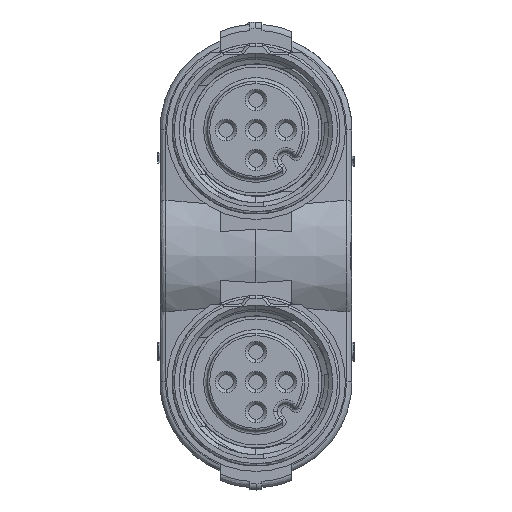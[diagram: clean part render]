
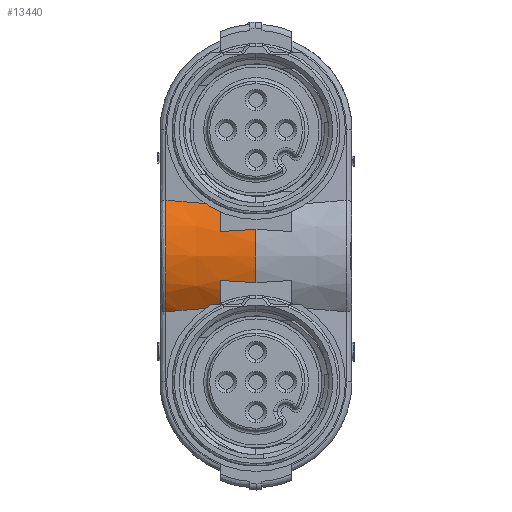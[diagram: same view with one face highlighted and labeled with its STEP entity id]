
A CAD part, left-side view. The second image highlights one B-rep face of the part: STEP entity #13440.
In plain terms, the highlighted conical face has half-angle 1 degrees and reference radius 7.3 mm.
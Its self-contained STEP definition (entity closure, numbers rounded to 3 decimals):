
#11050=CARTESIAN_POINT('',(76.369,52.369,
29.457));
#11060=VERTEX_POINT('',#11050);
#11090=CARTESIAN_POINT('',(75.994,52.369,
29.788));
#11100=CARTESIAN_POINT('',(76.02,52.369,
29.763));
#11110=CARTESIAN_POINT('',(76.046,52.369,
29.739));
#11120=CARTESIAN_POINT('',(76.517,52.369,
29.307));
#11130=CARTESIAN_POINT('',(77.01,52.369,
28.955));
#11140=CARTESIAN_POINT('',(78.073,52.369,
28.382));
#11150=CARTESIAN_POINT('',(78.638,52.369,
28.162));
#11160=CARTESIAN_POINT('',(79.808,52.369,
27.866));
#11170=CARTESIAN_POINT('',(80.41,52.369,
27.791));
#11180=CARTESIAN_POINT('',(81.013,52.369,
27.791));
#11190=CARTESIAN_POINT('',(81.852,52.369,
27.791));
#11200=CARTESIAN_POINT('',(82.685,52.369,
27.936));
#11210=CARTESIAN_POINT('',(84.044,52.369,
28.422));
#11220=CARTESIAN_POINT('',(84.585,52.369,
28.695));
#11230=CARTESIAN_POINT('',(85.422,52.369,
29.257));
#11240=CARTESIAN_POINT('',(85.739,52.369,
29.51));
#11250=CARTESIAN_POINT('',(86.033,52.369,
29.788));
#11260=B_SPLINE_CURVE_WITH_KNOTS('',3,(#11090,#11100,#11110,#11120,
#11130,#11140,#11150,#11160,#11170,#11180,#11190,#11200,#11210,#11220,
#11230,#11240,#11250),.UNSPECIFIED.,.F.,.F.,(4,2,2,2,3,2,2,4),(
38.963,39.066,40.811,42.556,
44.301,46.726,48.471,49.641),
.UNSPECIFIED.);
#11270=CARTESIAN_POINT('',(85.658,52.369,
29.457));
#11280=VERTEX_POINT('',#11270);
#11290=EDGE_CURVE('',#11060,#11280,#11260,.T.);
#12450=CARTESIAN_POINT('',(81.013,52.86,
35.1));
#12460=DIRECTION('',(0.,-1.,0.));
#12470=DIRECTION('',(1.,0.,0.));
#12480=AXIS2_PLACEMENT_3D('',#12450,#12460,#12470);
#12490=CONICAL_SURFACE('',#12480,7.3,0.017);
#12500=CARTESIAN_POINT('',(81.013,47.86,
35.1));
#12510=DIRECTION('',(0.,-1.,0.));
#12520=DIRECTION('',(1.,0.,0.));
#12530=AXIS2_PLACEMENT_3D('',#12500,#12510,#12520);
#12540=CIRCLE('',#12530,7.387);
#12550=CARTESIAN_POINT('',(83.053,47.86,
28.));
#12560=VERTEX_POINT('',#12550);
#12570=CARTESIAN_POINT('',(85.27,47.86,
29.063));
#12580=VERTEX_POINT('',#12570);
#12590=EDGE_CURVE('',#12560,#12580,#12540,.T.);
#12600=ORIENTED_EDGE('',*,*,#12590,.F.);
#12610=CARTESIAN_POINT('',(81.013,102.185,
33.815));
#12620=DIRECTION('',(0.,0.087,-0.996));
#12630=DIRECTION('',(0.,0.996,
0.087));
#12640=AXIS2_PLACEMENT_3D('',#12610,#12620,#12630);
#12650=ELLIPSE('',#12640,73.88,6.31);
#12660=EDGE_CURVE('',#11280,#12580,#12650,.T.);
#12670=ORIENTED_EDGE('',*,*,#12660,.T.);
#12680=ORIENTED_EDGE('',*,*,#11290,.T.);
#12690=CARTESIAN_POINT('',(81.013,102.185,
33.815));
#12700=DIRECTION('',(0.,0.087,-0.996));
#12710=DIRECTION('',(0.,0.996,
0.087));
#12720=AXIS2_PLACEMENT_3D('',#12690,#12700,#12710);
#12730=ELLIPSE('',#12720,73.88,6.31);
#12740=CARTESIAN_POINT('',(76.756,47.86,
29.063));
#12750=VERTEX_POINT('',#12740);
#12760=EDGE_CURVE('',#12750,#11060,#12730,.T.);
#12770=ORIENTED_EDGE('',*,*,#12760,.T.);
#12780=CARTESIAN_POINT('',(81.013,47.86,
35.1));
#12790=DIRECTION('',(0.,-1.,0.));
#12800=DIRECTION('',(1.,0.,0.));
#12810=AXIS2_PLACEMENT_3D('',#12780,#12790,#12800);
#12820=CIRCLE('',#12810,7.387);
#12830=CARTESIAN_POINT('',(78.973,47.86,
28.));
#12840=VERTEX_POINT('',#12830);
#12850=EDGE_CURVE('',#12750,#12840,#12820,.T.);
#12860=ORIENTED_EDGE('',*,*,#12850,.F.);
#12870=CARTESIAN_POINT('',(78.603,41.86,
28.));
#12880=DIRECTION('',(0.,0.,1.));
#12890=DIRECTION('',(-1.,0.,0.));
#12900=AXIS2_PLACEMENT_3D('',#12870,#12880,#12890);
#12910=PLANE('',#12900);
#12920=CARTESIAN_POINT('',(78.973,47.86,
28.));
#12930=CARTESIAN_POINT('',(78.957,47.61,
28.));
#12940=CARTESIAN_POINT('',(78.942,47.36,
28.));
#12950=CARTESIAN_POINT('',(78.926,47.11,
28.));
#12960=CARTESIAN_POINT('',(78.911,46.86,
28.));
#12970=CARTESIAN_POINT('',(78.896,46.61,
28.));
#12980=CARTESIAN_POINT('',(78.88,46.36,
28.));
#12990=CARTESIAN_POINT('',(78.865,46.11,
28.));
#13000=CARTESIAN_POINT('',(78.85,45.86,
28.));
#13010=CARTESIAN_POINT('',(78.835,45.61,
28.));
#13020=CARTESIAN_POINT('',(78.82,45.36,
28.));
#13030=CARTESIAN_POINT('',(78.806,45.11,
28.));
#13040=CARTESIAN_POINT('',(78.791,44.86,
28.));
#13050=B_SPLINE_CURVE_WITH_KNOTS('',3,(#12920,#12930,#12940,#12950,
#12960,#12970,#12980,#12990,#13000,#13010,#13020,#13030,#13040),
.UNSPECIFIED.,.F.,.F.,(4,3,3,3,4),(0.,0.751,1.503
,2.254,3.006),.UNSPECIFIED.);
#13060=SURFACE_CURVE('',#13050,(#12910,#12490),.CURVE_3D.);
#13070=CARTESIAN_POINT('',(78.791,44.86,
28.));
#13080=VERTEX_POINT('',#13070);
#13090=EDGE_CURVE('',#12840,#13080,#13060,.T.);
#13100=ORIENTED_EDGE('',*,*,#13090,.F.);
#13110=CARTESIAN_POINT('',(81.013,44.86,
35.1));
#13120=DIRECTION('',(0.,-1.,0.));
#13130=DIRECTION('',(1.,0.,0.));
#13140=AXIS2_PLACEMENT_3D('',#13110,#13120,#13130);
#13150=CIRCLE('',#13140,7.44);
#13160=CARTESIAN_POINT('',(83.235,44.86,
28.));
#13170=VERTEX_POINT('',#13160);
#13180=EDGE_CURVE('',#13080,#13170,#13150,.T.);
#13190=ORIENTED_EDGE('',*,*,#13180,.F.);
#13200=CARTESIAN_POINT('',(78.334,45.86,
28.));
#13210=DIRECTION('',(0.,0.,1.));
#13220=DIRECTION('',(-1.,0.,0.));
#13230=AXIS2_PLACEMENT_3D('',#13200,#13210,#13220);
#13240=PLANE('',#13230);
#13250=CARTESIAN_POINT('',(83.235,44.86,
28.));
#13260=CARTESIAN_POINT('',(83.221,45.11,
28.));
#13270=CARTESIAN_POINT('',(83.206,45.36,
28.));
#13280=CARTESIAN_POINT('',(83.191,45.61,
28.));
#13290=CARTESIAN_POINT('',(83.176,45.86,
28.));
#13300=CARTESIAN_POINT('',(83.161,46.11,
28.));
#13310=CARTESIAN_POINT('',(83.146,46.36,
28.));
#13320=CARTESIAN_POINT('',(83.131,46.61,
28.));
#13330=CARTESIAN_POINT('',(83.116,46.86,
28.));
#13340=CARTESIAN_POINT('',(83.1,47.11,
28.));
#13350=CARTESIAN_POINT('',(83.085,47.36,
28.));
#13360=CARTESIAN_POINT('',(83.069,47.61,
28.));
#13370=CARTESIAN_POINT('',(83.053,47.86,
28.));
#13380=B_SPLINE_CURVE_WITH_KNOTS('',3,(#13250,#13260,#13270,#13280,
#13290,#13300,#13310,#13320,#13330,#13340,#13350,#13360,#13370),
.UNSPECIFIED.,.F.,.F.,(4,3,3,3,4),(0.,0.751,1.503
,2.254,3.006),.UNSPECIFIED.);
#13390=SURFACE_CURVE('',#13380,(#13240,#12490),.CURVE_3D.);
#13400=EDGE_CURVE('',#13170,#12560,#13390,.T.);
#13410=ORIENTED_EDGE('',*,*,#13400,.F.);
#13420=EDGE_LOOP('',(#13410,#13190,#13100,#12860,#12770,#12680,#12670,
#12600));
#13430=FACE_OUTER_BOUND('',#13420,.T.);
#13440=ADVANCED_FACE('',(#13430),#12490,.T.);
